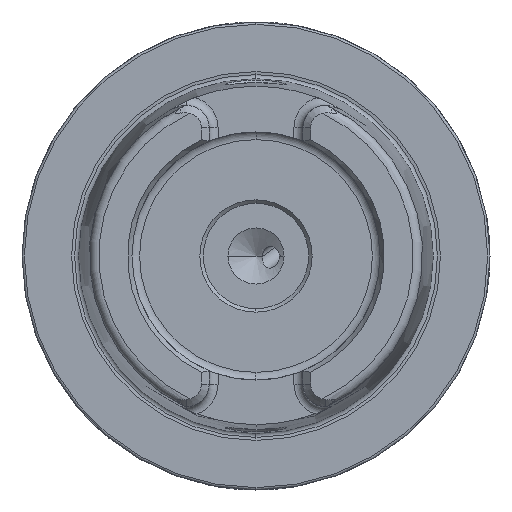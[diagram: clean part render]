
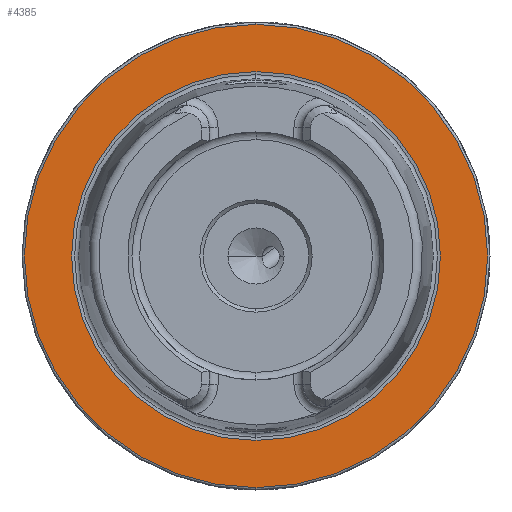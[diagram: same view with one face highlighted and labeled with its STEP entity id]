
A CAD part, left-side view. The second image highlights one B-rep face of the part: STEP entity #4385.
In plain terms, the highlighted planar face has unit normal (-1, 0, 0).
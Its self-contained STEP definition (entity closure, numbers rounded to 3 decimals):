
#18 = FACE_BOUND ( 'NONE', #7628, .T. ) ;
#101 = CARTESIAN_POINT ( 'NONE',  ( 0., 49.5, 0. ) ) ;
#825 = EDGE_LOOP ( 'NONE', ( #981, #16900 ) ) ;
#981 = ORIENTED_EDGE ( 'NONE', *, *, #14579, .T. ) ;
#1980 = CIRCLE ( 'NONE', #12581, 49.5 ) ;
#2021 = AXIS2_PLACEMENT_3D ( 'NONE', #7239, #15296, #6970 ) ;
#2374 = AXIS2_PLACEMENT_3D ( 'NONE', #17491, #16223, #16050 ) ;
#2623 = FACE_OUTER_BOUND ( 'NONE', #825, .T. ) ;
#4385 = ADVANCED_FACE ( 'NONE', ( #18, #2623 ), #8185, .F. ) ;
#4550 = VERTEX_POINT ( 'NONE', #17492 ) ;
#5582 = EDGE_CURVE ( 'NONE', #16492, #6885, #12387, .T. ) ;
#5982 = DIRECTION ( 'NONE',  ( 0., 0., 1. ) ) ;
#6885 = VERTEX_POINT ( 'NONE', #15590 ) ;
#6970 = DIRECTION ( 'NONE',  ( 0., 0., 1. ) ) ;
#7143 = CARTESIAN_POINT ( 'NONE',  ( 0., 0., 0. ) ) ;
#7239 = CARTESIAN_POINT ( 'NONE',  ( 0., 0., 0. ) ) ;
#7628 = EDGE_LOOP ( 'NONE', ( #11165, #9248 ) ) ;
#8185 = PLANE ( 'NONE',  #16902 ) ;
#8360 = CARTESIAN_POINT ( 'NONE',  ( 0., 0., -39.405 ) ) ;
#9248 = ORIENTED_EDGE ( 'NONE', *, *, #5582, .F. ) ;
#10065 = DIRECTION ( 'NONE',  ( 0., 0., 1. ) ) ;
#10312 = CIRCLE ( 'NONE', #17202, 49.5 ) ;
#11165 = ORIENTED_EDGE ( 'NONE', *, *, #15888, .F. ) ;
#11351 = CARTESIAN_POINT ( 'NONE',  ( 0., 0., 0. ) ) ;
#12318 = CIRCLE ( 'NONE', #2021, 39.405 ) ;
#12387 = CIRCLE ( 'NONE', #2374, 39.405 ) ;
#12390 = DIRECTION ( 'NONE',  ( 0., 0., -1. ) ) ;
#12505 = DIRECTION ( 'NONE',  ( -1., 0., 0. ) ) ;
#12581 = AXIS2_PLACEMENT_3D ( 'NONE', #11351, #17098, #5982 ) ;
#13827 = DIRECTION ( 'NONE',  ( 1., 0., 0. ) ) ;
#14201 = VERTEX_POINT ( 'NONE', #16414 ) ;
#14579 = EDGE_CURVE ( 'NONE', #4550, #14201, #1980, .T. ) ;
#15296 = DIRECTION ( 'NONE',  ( -1., 0., 0. ) ) ;
#15590 = CARTESIAN_POINT ( 'NONE',  ( 0., 0., 39.405 ) ) ;
#15823 = EDGE_CURVE ( 'NONE', #14201, #4550, #10312, .T. ) ;
#15888 = EDGE_CURVE ( 'NONE', #6885, #16492, #12318, .T. ) ;
#16050 = DIRECTION ( 'NONE',  ( 0., 0., 1. ) ) ;
#16223 = DIRECTION ( 'NONE',  ( -1., 0., 0. ) ) ;
#16414 = CARTESIAN_POINT ( 'NONE',  ( 0., 0., -49.5 ) ) ;
#16492 = VERTEX_POINT ( 'NONE', #8360 ) ;
#16900 = ORIENTED_EDGE ( 'NONE', *, *, #15823, .T. ) ;
#16902 = AXIS2_PLACEMENT_3D ( 'NONE', #101, #13827, #12390 ) ;
#17098 = DIRECTION ( 'NONE',  ( -1., 0., 0. ) ) ;
#17202 = AXIS2_PLACEMENT_3D ( 'NONE', #7143, #12505, #10065 ) ;
#17491 = CARTESIAN_POINT ( 'NONE',  ( 0., 0., 0. ) ) ;
#17492 = CARTESIAN_POINT ( 'NONE',  ( 0., 0., 49.5 ) ) ;
